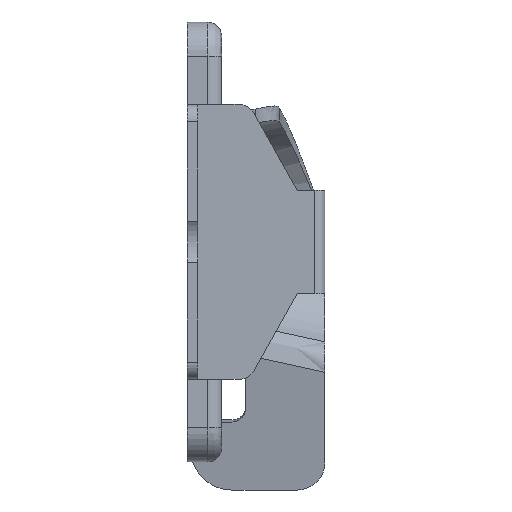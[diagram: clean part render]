
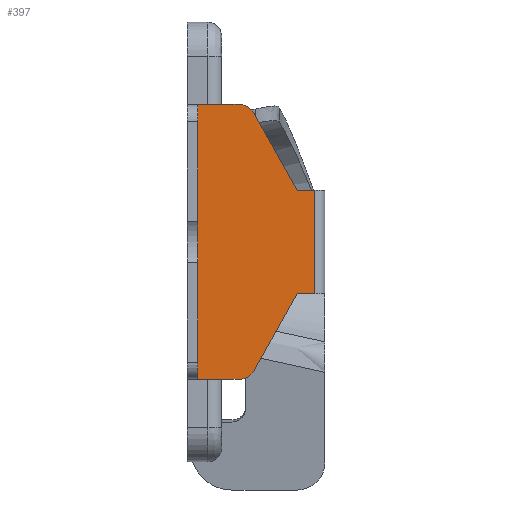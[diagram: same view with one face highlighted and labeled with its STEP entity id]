
A CAD part, left-side view. The second image highlights one B-rep face of the part: STEP entity #397.
In plain terms, the highlighted planar face has unit normal (-1, 0, 0).
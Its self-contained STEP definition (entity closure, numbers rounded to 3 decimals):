
#397=ADVANCED_FACE('',(#2531),#2530,.F.);
#2530=PLANE('',#4481);
#2531=FACE_OUTER_BOUND('',#4482,.T.);
#4478=CARTESIAN_POINT('',(12.3,-19.2,24.));
#4479=DIRECTION('',(1.,0.,0.));
#4480=DIRECTION('',(0.,0.,-1.));
#4481=AXIS2_PLACEMENT_3D('',#4478,#4479,#4480);
#4482=EDGE_LOOP('',(#5575,#5576,#5577,#5578,#5579,#5580,#5581,#5582,#5583,#5584));
#5575=ORIENTED_EDGE('',*,*,#6151,.T.);
#5576=ORIENTED_EDGE('',*,*,#6129,.T.);
#5577=ORIENTED_EDGE('',*,*,#6137,.F.);
#5578=ORIENTED_EDGE('',*,*,#6121,.T.);
#5579=ORIENTED_EDGE('',*,*,#6118,.F.);
#5580=ORIENTED_EDGE('',*,*,#6099,.T.);
#5581=ORIENTED_EDGE('',*,*,#6087,.T.);
#5582=ORIENTED_EDGE('',*,*,#6114,.T.);
#5583=ORIENTED_EDGE('',*,*,#6112,.F.);
#5584=ORIENTED_EDGE('',*,*,#6109,.T.);
#6087=EDGE_CURVE('',#9310,#9303,#9311,.T.);
#6099=EDGE_CURVE('',#9391,#9310,#9392,.T.);
#6109=EDGE_CURVE('',#9458,#9451,#9459,.T.);
#6112=EDGE_CURVE('',#9458,#9478,#9479,.T.);
#6114=EDGE_CURVE('',#9303,#9478,#9491,.T.);
#6118=EDGE_CURVE('',#9391,#9516,#9517,.T.);
#6121=EDGE_CURVE('',#9536,#9516,#9537,.T.);
#6129=EDGE_CURVE('',#9570,#9584,#9591,.T.);
#6137=EDGE_CURVE('',#9536,#9584,#9645,.T.);
#6151=EDGE_CURVE('',#9451,#9570,#9736,.T.);
#9303=VERTEX_POINT('',#11937);
#9310=VERTEX_POINT('',#11941);
#9311=LINE('',#11942,#11943);
#9391=VERTEX_POINT('',#11991);
#9392=LINE('',#11992,#11993);
#9451=VERTEX_POINT('',#12027);
#9458=VERTEX_POINT('',#12031);
#9459=LINE('',#12032,#12033);
#9478=VERTEX_POINT('',#12043);
#9479=CIRCLE('',#12047,2.5);
#9491=LINE('',#12051,#12052);
#9516=VERTEX_POINT('',#12065);
#9517=CIRCLE('',#12069,2.5);
#9536=VERTEX_POINT('',#12077);
#9537=LINE('',#12078,#12079);
#9570=VERTEX_POINT('',#12096);
#9584=VERTEX_POINT('',#12105);
#9591=LINE('',#12110,#12111);
#9645=LINE('',#12144,#12145);
#9736=LINE('',#12223,#12224);
#11937=CARTESIAN_POINT('',(12.3,-0.5,-20.));
#11941=CARTESIAN_POINT('',(12.3,-0.5,20.));
#11942=CARTESIAN_POINT('',(12.3,-0.5,20.));
#11943=VECTOR('',#11944,40.);
#11944=DIRECTION('',(0.,0.,-1.));
#11991=CARTESIAN_POINT('',(12.3,-6.535,20.));
#11992=CARTESIAN_POINT('',(12.3,-6.535,20.));
#11993=VECTOR('',#11994,6.035);
#11994=DIRECTION('',(0.,1.,0.));
#12027=CARTESIAN_POINT('',(12.3,-15.,-7.5));
#12031=CARTESIAN_POINT('',(12.3,-8.716,-18.722));
#12032=CARTESIAN_POINT('',(12.3,-8.716,-18.722));
#12033=VECTOR('',#12034,12.861);
#12034=DIRECTION('',(0.,-0.489,0.873));
#12043=CARTESIAN_POINT('',(12.3,-6.535,-20.));
#12044=CARTESIAN_POINT('',(12.3,-6.535,-17.5));
#12045=DIRECTION('',(1.,0.,0.));
#12046=DIRECTION('',(0.,0.,1.));
#12047=AXIS2_PLACEMENT_3D('',#12044,#12045,#12046);
#12051=CARTESIAN_POINT('',(12.3,-0.5,-20.));
#12052=VECTOR('',#12053,6.035);
#12053=DIRECTION('',(0.,-1.,0.));
#12065=CARTESIAN_POINT('',(12.3,-8.716,18.722));
#12066=CARTESIAN_POINT('',(12.3,-6.535,17.5));
#12067=DIRECTION('',(1.,0.,0.));
#12068=DIRECTION('',(0.,0.,1.));
#12069=AXIS2_PLACEMENT_3D('',#12066,#12067,#12068);
#12077=CARTESIAN_POINT('',(12.3,-15.,7.5));
#12078=CARTESIAN_POINT('',(12.3,-15.,7.5));
#12079=VECTOR('',#12080,12.861);
#12080=DIRECTION('',(0.,0.489,0.873));
#12096=CARTESIAN_POINT('',(12.3,-17.5,-7.5));
#12105=CARTESIAN_POINT('',(12.3,-17.5,7.5));
#12110=CARTESIAN_POINT('',(12.3,-17.5,-7.5));
#12111=VECTOR('',#12112,15.);
#12112=DIRECTION('',(0.,0.,1.));
#12144=CARTESIAN_POINT('',(12.3,-15.,7.5));
#12145=VECTOR('',#12146,2.5);
#12146=DIRECTION('',(0.,-1.,0.));
#12223=CARTESIAN_POINT('',(12.3,-15.,-7.5));
#12224=VECTOR('',#12225,2.5);
#12225=DIRECTION('',(0.,-1.,0.));
